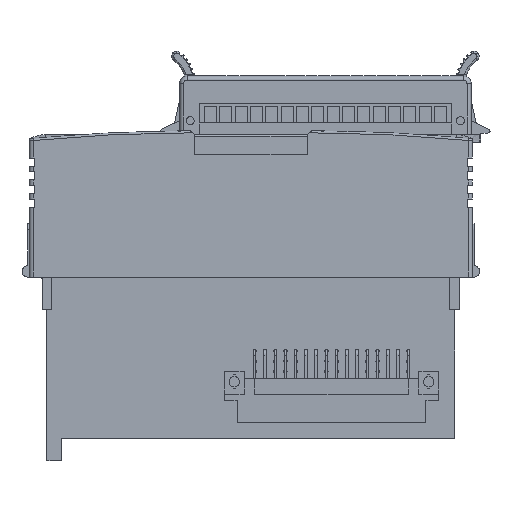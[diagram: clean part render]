
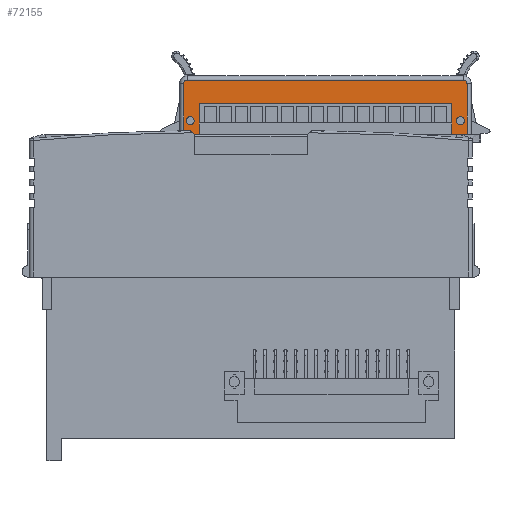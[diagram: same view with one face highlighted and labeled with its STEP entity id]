
A CAD part, left-side view. The second image highlights one B-rep face of the part: STEP entity #72155.
In plain terms, the highlighted face is planar.
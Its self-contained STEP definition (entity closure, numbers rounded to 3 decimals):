
#174 = CIRCLE ( 'NONE', #56831, 1. ) ;
#593 = DIRECTION ( 'NONE',  ( 1., 0., 0. ) ) ;
#713 = CARTESIAN_POINT ( 'NONE',  ( 4.675, 84.828, 2.5 ) ) ;
#2331 = DIRECTION ( 'NONE',  ( 0., 0., 1. ) ) ;
#4148 = CARTESIAN_POINT ( 'NONE',  ( 4.675, 82.578, 7.7 ) ) ;
#4211 = CARTESIAN_POINT ( 'NONE',  ( 4.675, 98.8, 7.7 ) ) ;
#4596 = DIRECTION ( 'NONE',  ( 0., 0., -1. ) ) ;
#5245 = DIRECTION ( 'NONE',  ( 0., 0., 1. ) ) ;
#5823 = EDGE_LOOP ( 'NONE', ( #74411, #8382 ) ) ;
#6349 = CARTESIAN_POINT ( 'NONE',  ( 4.675, 16.129, 0.163 ) ) ;
#6902 = DIRECTION ( 'NONE',  ( -1., 0., 0. ) ) ;
#7845 = AXIS2_PLACEMENT_3D ( 'NONE', #33476, #593, #46740 ) ;
#8382 = ORIENTED_EDGE ( 'NONE', *, *, #13780, .T. ) ;
#8973 = ORIENTED_EDGE ( 'NONE', *, *, #51082, .F. ) ;
#9203 = LINE ( 'NONE', #61043, #13279 ) ;
#10090 = CARTESIAN_POINT ( 'NONE',  ( 4.675, 98.8, 13.571 ) ) ;
#10638 = VERTEX_POINT ( 'NONE', #47826 ) ;
#11784 = CIRCLE ( 'NONE', #18748, 1. ) ;
#12295 = DIRECTION ( 'NONE',  ( -1., 0., 0. ) ) ;
#13279 = VECTOR ( 'NONE', #21742, 1000. ) ;
#13780 = EDGE_CURVE ( 'NONE', #33390, #17731, #11784, .T. ) ;
#13987 = EDGE_CURVE ( 'NONE', #10638, #82631, #63062, .T. ) ;
#15053 = EDGE_CURVE ( 'NONE', #72509, #24151, #26925, .T. ) ;
#15881 = AXIS2_PLACEMENT_3D ( 'NONE', #33662, #79632, #40298 ) ;
#17356 = DIRECTION ( 'NONE',  ( 0., 1., 0. ) ) ;
#17731 = VERTEX_POINT ( 'NONE', #45395 ) ;
#18748 = AXIS2_PLACEMENT_3D ( 'NONE', #74191, #34888, #80842 ) ;
#21053 = CARTESIAN_POINT ( 'NONE',  ( 4.675, 98.8, 0.163 ) ) ;
#21742 = DIRECTION ( 'NONE',  ( 0., 0., 1. ) ) ;
#22515 = CARTESIAN_POINT ( 'NONE',  ( 4.675, 84.828, 4.5 ) ) ;
#24151 = VERTEX_POINT ( 'NONE', #31457 ) ;
#24705 = CARTESIAN_POINT ( 'NONE',  ( 4.675, 82.578, 2.95 ) ) ;
#26925 = CIRCLE ( 'NONE', #60602, 0.871 ) ;
#28558 = ORIENTED_EDGE ( 'NONE', *, *, #63731, .F. ) ;
#28576 = ORIENTED_EDGE ( 'NONE', *, *, #13987, .T. ) ;
#29343 = EDGE_CURVE ( 'NONE', #17731, #33390, #174, .T. ) ;
#29718 = VERTEX_POINT ( 'NONE', #61609 ) ;
#30993 = VECTOR ( 'NONE', #5245, 1000. ) ;
#31457 = CARTESIAN_POINT ( 'NONE',  ( 4.675, 86.449, 12.7 ) ) ;
#31625 = ORIENTED_EDGE ( 'NONE', *, *, #38257, .F. ) ;
#32218 = ORIENTED_EDGE ( 'NONE', *, *, #70642, .T. ) ;
#33390 = VERTEX_POINT ( 'NONE', #82883 ) ;
#33409 = ORIENTED_EDGE ( 'NONE', *, *, #74502, .T. ) ;
#33476 = CARTESIAN_POINT ( 'NONE',  ( 4.675, 98.8, 7.7 ) ) ;
#33574 = LINE ( 'NONE', #39298, #49020 ) ;
#33662 = CARTESIAN_POINT ( 'NONE',  ( 4.675, 84.828, 3.5 ) ) ;
#34512 = FACE_OUTER_BOUND ( 'NONE', #64310, .T. ) ;
#34888 = DIRECTION ( 'NONE',  ( -1., 0., 0. ) ) ;
#35356 = ORIENTED_EDGE ( 'NONE', *, *, #65740, .T. ) ;
#35492 = ORIENTED_EDGE ( 'NONE', *, *, #53207, .T. ) ;
#36596 = FACE_BOUND ( 'NONE', #84641, .T. ) ;
#36983 = CARTESIAN_POINT ( 'NONE',  ( 4.675, 82.578, 0.163 ) ) ;
#37097 = EDGE_CURVE ( 'NONE', #10638, #84785, #33574, .T. ) ;
#37544 = ORIENTED_EDGE ( 'NONE', *, *, #37097, .F. ) ;
#38257 = EDGE_CURVE ( 'NONE', #29718, #49428, #76493, .T. ) ;
#39298 = CARTESIAN_POINT ( 'NONE',  ( 4.675, 20., 2.95 ) ) ;
#39722 = CARTESIAN_POINT ( 'NONE',  ( 4.675, 83.578, 0.163 ) ) ;
#40099 = PLANE ( 'NONE',  #7845 ) ;
#40298 = DIRECTION ( 'NONE',  ( 0., 0., 1. ) ) ;
#41206 = AXIS2_PLACEMENT_3D ( 'NONE', #80909, #41563, #2331 ) ;
#41344 = ORIENTED_EDGE ( 'NONE', *, *, #15053, .F. ) ;
#41563 = DIRECTION ( 'NONE',  ( -1., 0., 0. ) ) ;
#43503 = CARTESIAN_POINT ( 'NONE',  ( 4.675, 85.578, 13.571 ) ) ;
#43898 = DIRECTION ( 'NONE',  ( -1., 0., 0. ) ) ;
#45395 = CARTESIAN_POINT ( 'NONE',  ( 4.675, 17.75, 4.5 ) ) ;
#45687 = VECTOR ( 'NONE', #17356, 1000. ) ;
#46182 = CARTESIAN_POINT ( 'NONE',  ( 4.675, 85.578, 12.7 ) ) ;
#46740 = DIRECTION ( 'NONE',  ( 0., 0., -1. ) ) ;
#47158 = LINE ( 'NONE', #21053, #79991 ) ;
#47826 = CARTESIAN_POINT ( 'NONE',  ( 4.675, 20., 7.7 ) ) ;
#49020 = VECTOR ( 'NONE', #65682, 1000. ) ;
#49389 = DIRECTION ( 'NONE',  ( 0., -1., 0. ) ) ;
#49428 = VERTEX_POINT ( 'NONE', #36983 ) ;
#49524 = CARTESIAN_POINT ( 'NONE',  ( 4.675, 16.129, 12.7 ) ) ;
#51082 = EDGE_CURVE ( 'NONE', #72461, #64993, #81388, .T. ) ;
#51613 = CARTESIAN_POINT ( 'NONE',  ( 4.675, 17.75, 3.5 ) ) ;
#52749 = DIRECTION ( 'NONE',  ( 0., 0., -1. ) ) ;
#52922 = DIRECTION ( 'NONE',  ( 0., -1., 0. ) ) ;
#53207 = EDGE_CURVE ( 'NONE', #72461, #80425, #78939, .T. ) ;
#56831 = AXIS2_PLACEMENT_3D ( 'NONE', #51613, #12295, #58214 ) ;
#57226 = EDGE_CURVE ( 'NONE', #29718, #24151, #9203, .T. ) ;
#58214 = DIRECTION ( 'NONE',  ( 0., 0., 1. ) ) ;
#59021 = VECTOR ( 'NONE', #52922, 1000. ) ;
#60303 = VERTEX_POINT ( 'NONE', #713 ) ;
#60602 = AXIS2_PLACEMENT_3D ( 'NONE', #46182, #6902, #52749 ) ;
#61043 = CARTESIAN_POINT ( 'NONE',  ( 4.675, 86.449, 7.7 ) ) ;
#61464 = VECTOR ( 'NONE', #78363, 1000. ) ;
#61561 = VERTEX_POINT ( 'NONE', #22515 ) ;
#61609 = CARTESIAN_POINT ( 'NONE',  ( 4.675, 86.449, 0.163 ) ) ;
#63062 = LINE ( 'NONE', #4211, #45687 ) ;
#63393 = CIRCLE ( 'NONE', #41206, 1. ) ;
#63731 = EDGE_CURVE ( 'NONE', #49428, #82631, #65934, .T. ) ;
#64310 = EDGE_LOOP ( 'NONE', ( #28576, #28558, #31625, #71331, #41344, #68916, #8973, #35492, #35356, #37544 ) ) ;
#64711 = AXIS2_PLACEMENT_3D ( 'NONE', #83204, #43898, #4596 ) ;
#64993 = VERTEX_POINT ( 'NONE', #73565 ) ;
#65526 = LINE ( 'NONE', #10090, #80973 ) ;
#65682 = DIRECTION ( 'NONE',  ( 0., 0., -1. ) ) ;
#65740 = EDGE_CURVE ( 'NONE', #80425, #84785, #47158, .T. ) ;
#65934 = LINE ( 'NONE', #24705, #30993 ) ;
#65962 = EDGE_CURVE ( 'NONE', #72509, #64993, #65526, .T. ) ;
#67384 = FACE_BOUND ( 'NONE', #5823, .T. ) ;
#68715 = CIRCLE ( 'NONE', #15881, 1. ) ;
#68916 = ORIENTED_EDGE ( 'NONE', *, *, #65962, .T. ) ;
#70642 = EDGE_CURVE ( 'NONE', #60303, #61561, #63393, .T. ) ;
#71331 = ORIENTED_EDGE ( 'NONE', *, *, #57226, .T. ) ;
#71675 = CARTESIAN_POINT ( 'NONE',  ( 4.675, 20., 0.163 ) ) ;
#71737 = CARTESIAN_POINT ( 'NONE',  ( 4.675, 16.129, 7.7 ) ) ;
#72155 = ADVANCED_FACE ( 'NONE', ( #34512, #67384, #36596 ), #40099, .T. ) ;
#72461 = VERTEX_POINT ( 'NONE', #49524 ) ;
#72509 = VERTEX_POINT ( 'NONE', #43503 ) ;
#73565 = CARTESIAN_POINT ( 'NONE',  ( 4.675, 17., 13.571 ) ) ;
#74191 = CARTESIAN_POINT ( 'NONE',  ( 4.675, 17.75, 3.5 ) ) ;
#74411 = ORIENTED_EDGE ( 'NONE', *, *, #29343, .T. ) ;
#74502 = EDGE_CURVE ( 'NONE', #61561, #60303, #68715, .T. ) ;
#76493 = LINE ( 'NONE', #39722, #59021 ) ;
#78363 = DIRECTION ( 'NONE',  ( 0., 0., -1. ) ) ;
#78939 = LINE ( 'NONE', #71737, #61464 ) ;
#79632 = DIRECTION ( 'NONE',  ( -1., 0., 0. ) ) ;
#79991 = VECTOR ( 'NONE', #80146, 1000. ) ;
#80146 = DIRECTION ( 'NONE',  ( 0., 1., 0. ) ) ;
#80425 = VERTEX_POINT ( 'NONE', #6349 ) ;
#80842 = DIRECTION ( 'NONE',  ( 0., 0., 1. ) ) ;
#80909 = CARTESIAN_POINT ( 'NONE',  ( 4.675, 84.828, 3.5 ) ) ;
#80973 = VECTOR ( 'NONE', #49389, 1000. ) ;
#81388 = CIRCLE ( 'NONE', #64711, 0.871 ) ;
#82631 = VERTEX_POINT ( 'NONE', #4148 ) ;
#82883 = CARTESIAN_POINT ( 'NONE',  ( 4.675, 17.75, 2.5 ) ) ;
#83204 = CARTESIAN_POINT ( 'NONE',  ( 4.675, 17., 12.7 ) ) ;
#84641 = EDGE_LOOP ( 'NONE', ( #33409, #32218 ) ) ;
#84785 = VERTEX_POINT ( 'NONE', #71675 ) ;
